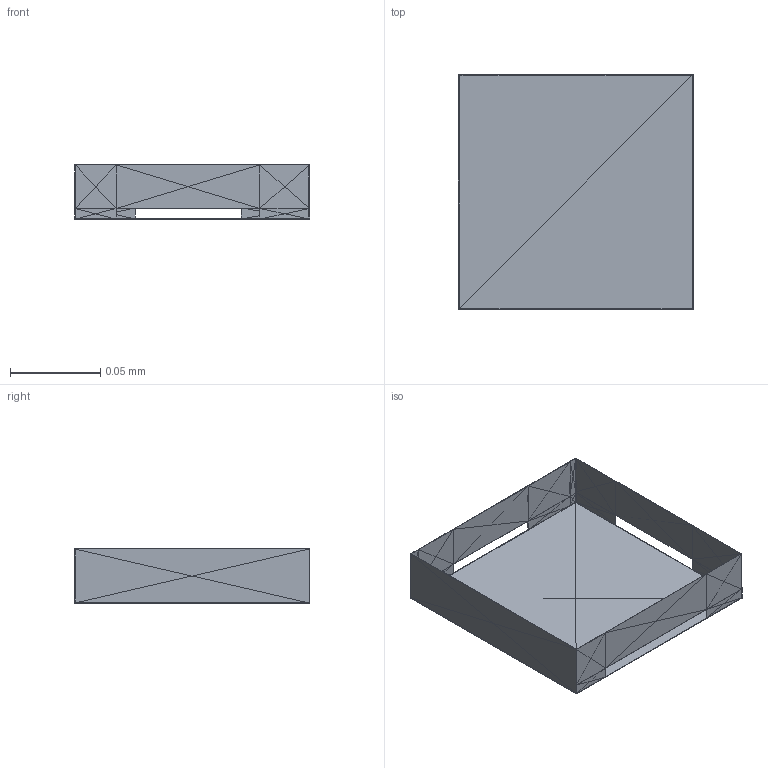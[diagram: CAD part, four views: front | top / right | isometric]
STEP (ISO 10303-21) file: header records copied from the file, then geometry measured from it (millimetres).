
FILE_DESCRIPTION(('FreeCAD Model'),'2;1');
FILE_NAME('Open CASCADE Shape Model','2025-06-16T14:15:01',('Author'),( ''),'Open CASCADE STEP processor 7.8','FreeCAD','Unknown');
FILE_SCHEMA(('AUTOMOTIVE_DESIGN { 1 0 10303 214 1 1 1 1 }'));
Length unit declared in the file: millimetre
Products named in the file (1): Base002
Bounding box: 0.13 x 0.13 x 0.03 mm (x, y, z)
Surface area: 0.1 mm2 (no closed solid volume)
Topology: 0 solids, 168 shells, 168 faces, 504 edges, 504 vertices
Faces by surface type: plane 168
Entity records: 7243 total; most frequent: CARTESIAN_POINT 1177, DIRECTION 842, ORIENTED_EDGE 504, EDGE_CURVE 504, VERTEX_POINT 504, LINE 504, VECTOR 504, AXIS2_PLACEMENT_3D 169
